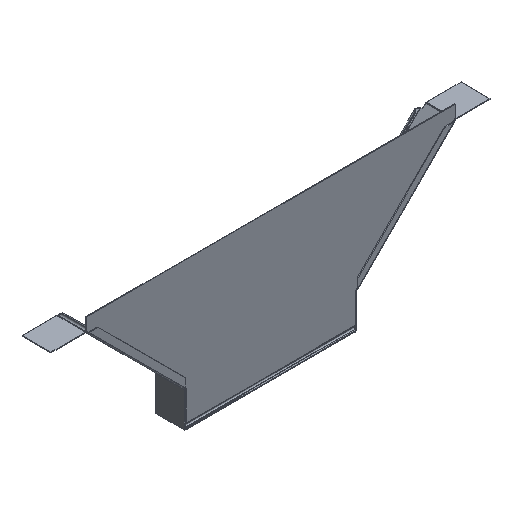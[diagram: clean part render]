
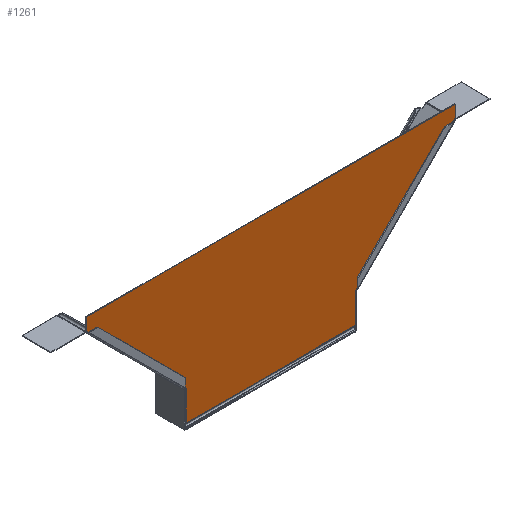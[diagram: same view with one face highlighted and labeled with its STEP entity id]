
A CAD part, isometric view. The second image highlights one B-rep face of the part: STEP entity #1261.
In plain terms, the highlighted planar face has unit normal (0, -1, 0).
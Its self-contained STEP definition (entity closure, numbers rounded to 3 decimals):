
#68 = CARTESIAN_POINT ( 'NONE',  ( 244., -2., 19.169 ) ) ;
#154 = LINE ( 'NONE', #1386, #1951 ) ;
#161 = ORIENTED_EDGE ( 'NONE', *, *, #2085, .F. ) ;
#283 = FACE_OUTER_BOUND ( 'NONE', #586, .T. ) ;
#307 = ORIENTED_EDGE ( 'NONE', *, *, #3053, .T. ) ;
#309 = EDGE_CURVE ( 'NONE', #1607, #1972, #1974, .T. ) ;
#326 = CARTESIAN_POINT ( 'NONE',  ( 530., -2., 340.169 ) ) ;
#398 = EDGE_CURVE ( 'NONE', #858, #1933, #2337, .T. ) ;
#436 = CARTESIAN_POINT ( 'NONE',  ( 530., -2., 340.169 ) ) ;
#491 = CARTESIAN_POINT ( 'NONE',  ( 244., -2., -67.181 ) ) ;
#499 = DIRECTION ( 'NONE',  ( 0., 0., -1. ) ) ;
#543 = CARTESIAN_POINT ( 'NONE',  ( -244., -2., 19.169 ) ) ;
#554 = VECTOR ( 'NONE', #1990, 1000. ) ;
#560 = DIRECTION ( 'NONE',  ( 1., 0., 0. ) ) ;
#586 = EDGE_LOOP ( 'NONE', ( #161, #1749, #2760, #307, #2279, #2861, #2538, #2028 ) ) ;
#734 = VERTEX_POINT ( 'NONE', #491 ) ;
#745 = DIRECTION ( 'NONE',  ( 0., -1., 0. ) ) ;
#818 = EDGE_CURVE ( 'NONE', #3037, #2057, #2254, .T. ) ;
#829 = VERTEX_POINT ( 'NONE', #436 ) ;
#834 = VECTOR ( 'NONE', #1283, 1000. ) ;
#844 = AXIS2_PLACEMENT_3D ( 'NONE', #1961, #745, #499 ) ;
#858 = VERTEX_POINT ( 'NONE', #866 ) ;
#866 = CARTESIAN_POINT ( 'NONE',  ( -530., -2., 340.169 ) ) ;
#988 = PLANE ( 'NONE',  #844 ) ;
#1141 = DIRECTION ( 'NONE',  ( -1., 0., 0. ) ) ;
#1182 = EDGE_CURVE ( 'NONE', #734, #1607, #154, .T. ) ;
#1221 = CARTESIAN_POINT ( 'NONE',  ( 530., -2., 305.169 ) ) ;
#1261 = ADVANCED_FACE ( 'NONE', ( #283 ), #988, .T. ) ;
#1283 = DIRECTION ( 'NONE',  ( 0., 0., 1. ) ) ;
#1386 = CARTESIAN_POINT ( 'NONE',  ( 244., -2., -67.181 ) ) ;
#1442 = CARTESIAN_POINT ( 'NONE',  ( -530., -2., 305.169 ) ) ;
#1607 = VERTEX_POINT ( 'NONE', #2964 ) ;
#1749 = ORIENTED_EDGE ( 'NONE', *, *, #309, .F. ) ;
#1765 = CARTESIAN_POINT ( 'NONE',  ( -530., -2., 340.169 ) ) ;
#1790 = LINE ( 'NONE', #543, #554 ) ;
#1825 = CARTESIAN_POINT ( 'NONE',  ( 244., -2., 19.169 ) ) ;
#1895 = CARTESIAN_POINT ( 'NONE',  ( -244., -2., 19.169 ) ) ;
#1933 = VERTEX_POINT ( 'NONE', #1442 ) ;
#1951 = VECTOR ( 'NONE', #1141, 1000. ) ;
#1961 = CARTESIAN_POINT ( 'NONE',  ( 0., -2., 0. ) ) ;
#1972 = VERTEX_POINT ( 'NONE', #1895 ) ;
#1974 = LINE ( 'NONE', #2684, #2336 ) ;
#1990 = DIRECTION ( 'NONE',  ( -0.707, 0., 0.707 ) ) ;
#2015 = DIRECTION ( 'NONE',  ( 0., 0., -1. ) ) ;
#2028 = ORIENTED_EDGE ( 'NONE', *, *, #398, .T. ) ;
#2057 = VERTEX_POINT ( 'NONE', #68 ) ;
#2084 = VECTOR ( 'NONE', #2352, 1000. ) ;
#2085 = EDGE_CURVE ( 'NONE', #1972, #1933, #1790, .T. ) ;
#2101 = EDGE_CURVE ( 'NONE', #858, #829, #2192, .T. ) ;
#2192 = LINE ( 'NONE', #1765, #2959 ) ;
#2254 = LINE ( 'NONE', #1825, #2497 ) ;
#2279 = ORIENTED_EDGE ( 'NONE', *, *, #818, .F. ) ;
#2336 = VECTOR ( 'NONE', #2487, 1000. ) ;
#2337 = LINE ( 'NONE', #2616, #2084 ) ;
#2352 = DIRECTION ( 'NONE',  ( 0., 0., -1. ) ) ;
#2487 = DIRECTION ( 'NONE',  ( 0., 0., 1. ) ) ;
#2494 = CARTESIAN_POINT ( 'NONE',  ( 244., -2., -67.181 ) ) ;
#2497 = VECTOR ( 'NONE', #2774, 1000. ) ;
#2538 = ORIENTED_EDGE ( 'NONE', *, *, #2101, .F. ) ;
#2581 = EDGE_CURVE ( 'NONE', #829, #3037, #2986, .T. ) ;
#2616 = CARTESIAN_POINT ( 'NONE',  ( -530., -2., 340.169 ) ) ;
#2684 = CARTESIAN_POINT ( 'NONE',  ( -244., -2., -67.181 ) ) ;
#2760 = ORIENTED_EDGE ( 'NONE', *, *, #1182, .F. ) ;
#2774 = DIRECTION ( 'NONE',  ( -0.707, 0., -0.707 ) ) ;
#2861 = ORIENTED_EDGE ( 'NONE', *, *, #2581, .F. ) ;
#2959 = VECTOR ( 'NONE', #560, 1000. ) ;
#2964 = CARTESIAN_POINT ( 'NONE',  ( -244., -2., -67.181 ) ) ;
#2986 = LINE ( 'NONE', #326, #3122 ) ;
#3030 = LINE ( 'NONE', #2494, #834 ) ;
#3037 = VERTEX_POINT ( 'NONE', #1221 ) ;
#3053 = EDGE_CURVE ( 'NONE', #734, #2057, #3030, .T. ) ;
#3122 = VECTOR ( 'NONE', #2015, 1000. ) ;
